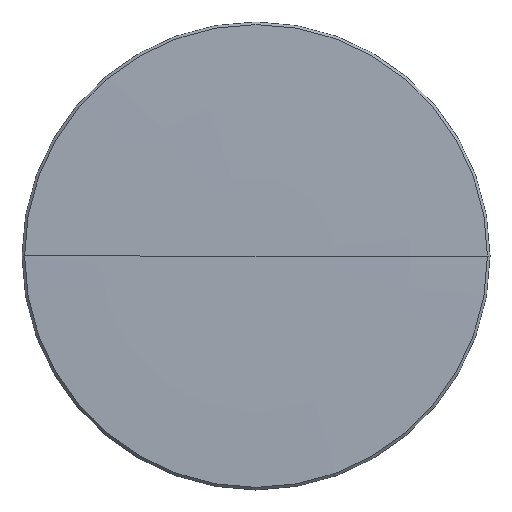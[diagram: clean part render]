
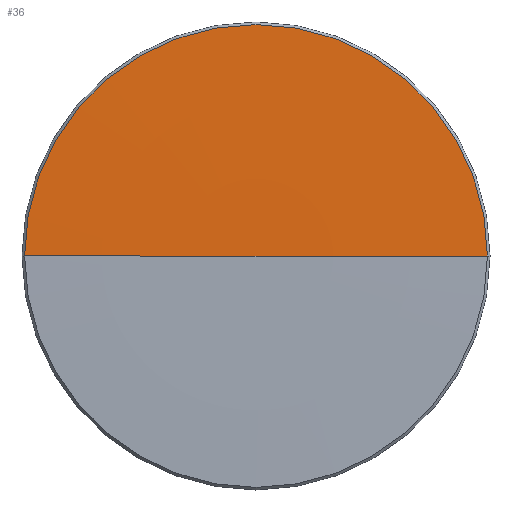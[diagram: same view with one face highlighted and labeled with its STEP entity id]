
A CAD part, left-side view. The second image highlights one B-rep face of the part: STEP entity #36.
In plain terms, the highlighted toroidal (fillet/blend) face has major radius 0.919 mm and minor radius 689.8 mm.
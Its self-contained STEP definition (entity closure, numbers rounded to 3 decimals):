
#15 = CARTESIAN_POINT ( 'NONE',  ( 688.699, -0.919, 0. ) ) ;
#25 = EDGE_CURVE ( 'NONE', #77, #28, #194, .T. ) ;
#26 = EDGE_CURVE ( 'NONE', #76, #28, #184, .T. ) ;
#28 = VERTEX_POINT ( 'NONE', #245 ) ;
#29 = ORIENTED_EDGE ( 'NONE', *, *, #26, .F. ) ;
#34 = ORIENTED_EDGE ( 'NONE', *, *, #25, .T. ) ;
#35 = ORIENTED_EDGE ( 'NONE', *, *, #75, .T. ) ;
#36 = ADVANCED_FACE ( 'NONE', ( #238 ), #356, .T. ) ;
#40 = EDGE_LOOP ( 'NONE', ( #35, #34, #29 ) ) ;
#75 = EDGE_CURVE ( 'NONE', #76, #77, #201, .T. ) ;
#76 = VERTEX_POINT ( 'NONE', #392 ) ;
#77 = VERTEX_POINT ( 'NONE', #391 ) ;
#183 = AXIS2_PLACEMENT_3D ( 'NONE', #15, #223, #266 ) ;
#184 = CIRCLE ( 'NONE', #183, 689.8 ) ;
#186 = DIRECTION ( 'NONE',  ( 0., -1., 0. ) ) ;
#187 = DIRECTION ( 'NONE',  ( 0., 0., 1. ) ) ;
#188 = CARTESIAN_POINT ( 'NONE',  ( 688.699, 0.919, 0. ) ) ;
#189 = AXIS2_PLACEMENT_3D ( 'NONE', #188, #187, #186 ) ;
#194 = CIRCLE ( 'NONE', #189, 689.8 ) ;
#197 = DIRECTION ( 'NONE',  ( 0., -1., 0. ) ) ;
#198 = DIRECTION ( 'NONE',  ( -1., 0., 0. ) ) ;
#199 = CARTESIAN_POINT ( 'NONE',  ( -1.002, 0., 0. ) ) ;
#200 = AXIS2_PLACEMENT_3D ( 'NONE', #199, #198, #197 ) ;
#201 = CIRCLE ( 'NONE', #200, 12.559 ) ;
#223 = DIRECTION ( 'NONE',  ( 0., 0., -1. ) ) ;
#238 = FACE_OUTER_BOUND ( 'NONE', #40, .T. ) ;
#245 = CARTESIAN_POINT ( 'NONE',  ( -1.1, 0., 0. ) ) ;
#266 = DIRECTION ( 'NONE',  ( -1., 0., 0. ) ) ;
#352 = DIRECTION ( 'NONE',  ( 0., -1., 0. ) ) ;
#353 = DIRECTION ( 'NONE',  ( -1., 0., 0. ) ) ;
#354 = CARTESIAN_POINT ( 'NONE',  ( 688.699, 0., 0. ) ) ;
#355 = AXIS2_PLACEMENT_3D ( 'NONE', #354, #353, #352 ) ;
#356 = TOROIDAL_SURFACE ( 'NONE', #355, 0.919, 689.8 ) ;
#391 = CARTESIAN_POINT ( 'NONE',  ( -1.002, 12.559, 0. ) ) ;
#392 = CARTESIAN_POINT ( 'NONE',  ( -1.002, -12.559, 0. ) ) ;
